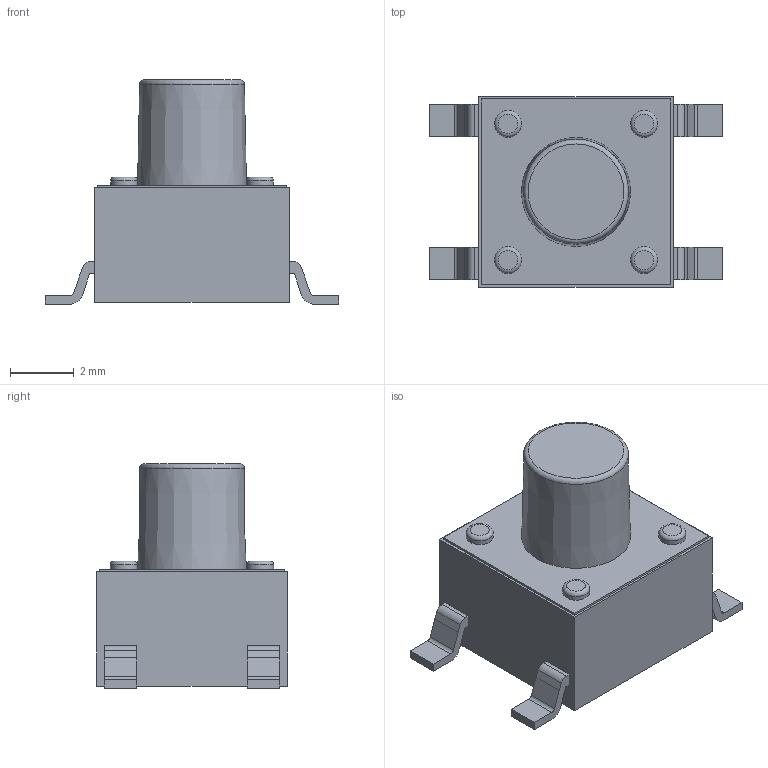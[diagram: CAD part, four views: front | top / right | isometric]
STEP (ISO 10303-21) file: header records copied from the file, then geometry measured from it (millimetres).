
FILE_DESCRIPTION(/* description */ ('Unknown'),/* implementation_level */ '2;1');
FILE_NAME(/* name */ 'DTSM-63N-V-B',/* time_stamp */ '2023-05-31T09:31:27+02:00',/* author */ ('Unknown'),/* organization */ ('Unknown'),/* preprocessor_version */ 'ST-DEVELOPER v18.1',/* originating_system */ 'Solid Edge',/* authorisation */ 'Unknown');
FILE_SCHEMA (('AUTOMOTIVE_DESIGN {1 0 10303 214 3 1 1}'));
Length unit declared in the file: millimetre
Products named in the file (1): DTSM-63N-V-B
Bounding box: 9.25 x 5.99 x 7.07 mm (x, y, z)
Volume: 167 mm3; surface area: 235.7 mm2
Topology: 1 solids, 21 shells, 250 faces, 594 edges, 396 vertices
Faces by surface type: plane 189, bspline 37, cylinder 18, torus 5, cone 1
Full cylindrical faces by diameter (mm): 0.848 x4
Entity records: 9550 total; most frequent: CARTESIAN_POINT 2278, ORIENTED_EDGE 1150, DIRECTION 972, EDGE_CURVE 575, LINE 458, VECTOR 458, VERTEX_POINT 391, EDGE_LOOP 286
